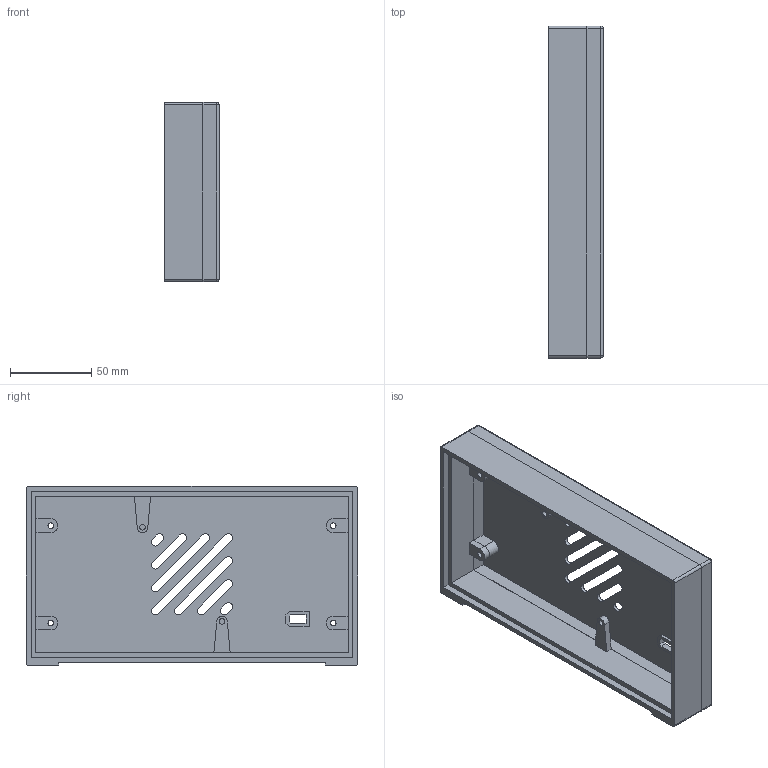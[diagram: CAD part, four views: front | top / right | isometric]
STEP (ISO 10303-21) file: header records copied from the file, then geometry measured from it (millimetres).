
FILE_DESCRIPTION(/* description */ (''),/* implementation_level */ '2;1');
FILE_NAME(/* name */ 'matrix.step',/* time_stamp */ '2023-07-17T11:18:47+01:00',/* author */ (''),/* organization */ (''),/* preprocessor_version */ 'ST-DEVELOPER v19.2',/* originating_system */ 'Autodesk Translation Framework v12.6.0.85',/* authorisation */ '');
FILE_SCHEMA (('AUTOMOTIVE_DESIGN { 1 0 10303 214 3 1 1 }'));
Length unit declared in the file: millimetre
Products named in the file (3): Clock 2; Case; Back
Assembly tree (2 placements, depth 2):
  Clock 2
    Case
    Back
Bounding box: 33.5 x 204.4 x 110.4 mm (x, y, z)
Volume: 156364.2 mm3; surface area: 93504.4 mm2
Topology: 2 solids, 2 shells, 154 faces, 417 edges, 274 vertices
Faces by surface type: plane 95, cylinder 55, sphere 4
Full cylindrical faces by diameter (mm): 3.5 x10, 6 x4
Entity records: 5032 total; most frequent: CARTESIAN_POINT 861, DIRECTION 845, ORIENTED_EDGE 834, EDGE_CURVE 417, LINE 305, VECTOR 305, VERTEX_POINT 274, AXIS2_PLACEMENT_3D 270
